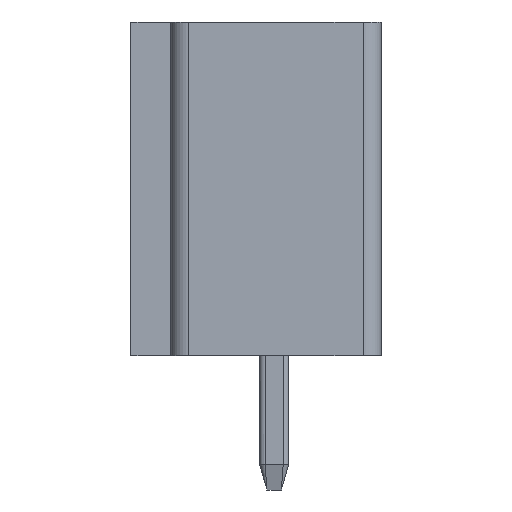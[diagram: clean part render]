
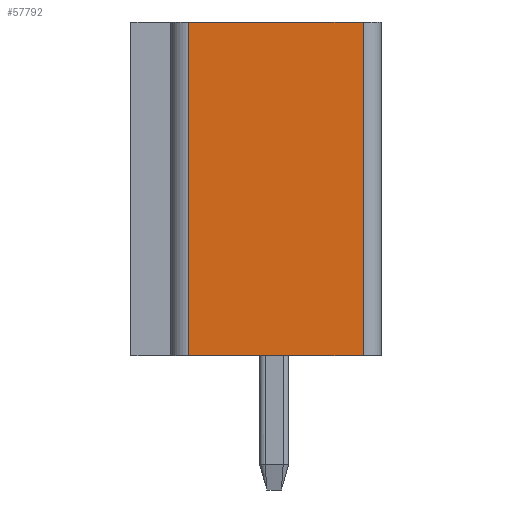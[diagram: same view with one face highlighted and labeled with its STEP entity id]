
A CAD part, left-side view. The second image highlights one B-rep face of the part: STEP entity #57792.
In plain terms, the highlighted planar face has unit normal (-1, 0, 0).
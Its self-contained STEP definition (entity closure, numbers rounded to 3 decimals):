
#57174=CARTESIAN_POINT('',(-22.016,2.152,0.));
#57175=VERTEX_POINT('',#57174);
#57183=CARTESIAN_POINT('',(-22.016,-2.243,0.));
#57184=VERTEX_POINT('',#57183);
#57185=CARTESIAN_POINT('',(-22.016,2.152,0.));
#57186=DIRECTION('',(0.,-1.,0.));
#57187=VECTOR('',#57186,4.395);
#57188=LINE('',#57185,#57187);
#57189=EDGE_CURVE('',#57175,#57184,#57188,.T.);
#57749=CARTESIAN_POINT('',(-22.016,2.152,-8.424));
#57750=VERTEX_POINT('',#57749);
#57751=CARTESIAN_POINT('',(-22.016,2.152,-8.424));
#57752=DIRECTION('',(0.,0.,1.));
#57753=VECTOR('',#57752,8.424);
#57754=LINE('',#57751,#57753);
#57755=EDGE_CURVE('',#57750,#57175,#57754,.T.);
#57769=CARTESIAN_POINT('',(-22.016,3.617,0.));
#57770=DIRECTION('',(0.,-1.,0.));
#57771=DIRECTION('',(-1.,0.,0.));
#57772=AXIS2_PLACEMENT_3D('',#57769,#57771,#57770);
#57773=PLANE('',#57772);
#57774=CARTESIAN_POINT('',(-22.016,-2.243,-8.424));
#57775=VERTEX_POINT('',#57774);
#57776=CARTESIAN_POINT('',(-22.016,2.152,-8.424));
#57777=DIRECTION('',(0.,-1.,0.));
#57778=VECTOR('',#57777,4.395);
#57779=LINE('',#57776,#57778);
#57780=EDGE_CURVE('',#57750,#57775,#57779,.T.);
#57781=ORIENTED_EDGE('',*,*,#57780,.T.);
#57782=CARTESIAN_POINT('',(-22.016,-2.243,-8.424));
#57783=DIRECTION('',(0.,0.,1.));
#57784=VECTOR('',#57783,8.424);
#57785=LINE('',#57782,#57784);
#57786=EDGE_CURVE('',#57775,#57184,#57785,.T.);
#57787=ORIENTED_EDGE('',*,*,#57786,.T.);
#57788=ORIENTED_EDGE('',*,*,#57189,.F.);
#57789=ORIENTED_EDGE('',*,*,#57755,.F.);
#57790=EDGE_LOOP('',(#57781,#57787,#57788,#57789));
#57791=FACE_OUTER_BOUND('',#57790,.T.);
#57792=ADVANCED_FACE('',(#57791),#57773,.T.);
